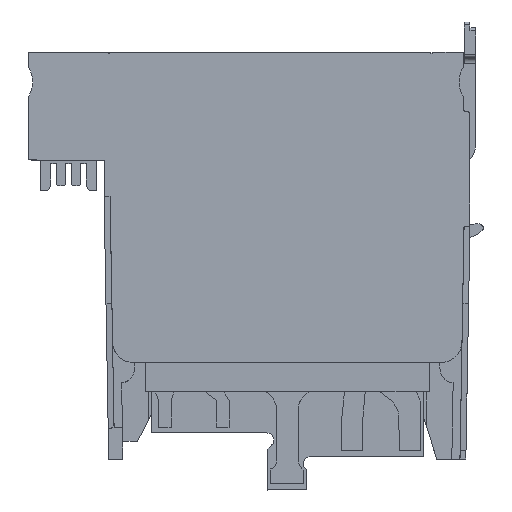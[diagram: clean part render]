
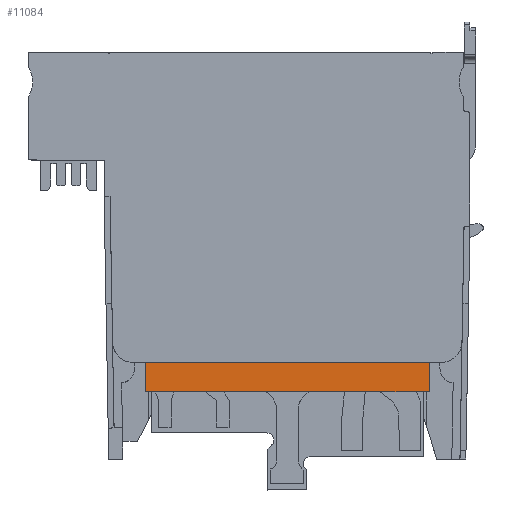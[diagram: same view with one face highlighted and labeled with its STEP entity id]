
A CAD part, top view. The second image highlights one B-rep face of the part: STEP entity #11084.
In plain terms, the highlighted planar face has unit normal (0, 0, 1).
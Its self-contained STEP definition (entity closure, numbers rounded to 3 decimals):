
#5623=DIRECTION('',(1.,0.,0.));
#5624=VECTOR('',#5623,47.9);
#5625=CARTESIAN_POINT('',(-23.926,33.255,1.841));
#5626=LINE('',#5625,#5624);
#5630=DIRECTION('',(0.,-1.,0.));
#5631=VECTOR('',#5630,4.93);
#5632=CARTESIAN_POINT('',(23.974,33.255,1.841));
#5633=LINE('',#5632,#5631);
#5637=DIRECTION('',(-1.,0.,0.));
#5638=VECTOR('',#5637,47.9);
#5639=CARTESIAN_POINT('',(23.974,28.325,1.841));
#5640=LINE('',#5639,#5638);
#5644=DIRECTION('',(0.,1.,0.));
#5645=VECTOR('',#5644,4.93);
#5646=CARTESIAN_POINT('',(-23.926,28.325,1.841));
#5647=LINE('',#5646,#5645);
#5985=CARTESIAN_POINT('',(23.974,33.255,1.841));
#5986=VERTEX_POINT('',#5985);
#5987=CARTESIAN_POINT('',(-23.926,33.255,1.841));
#5988=VERTEX_POINT('',#5987);
#6682=CARTESIAN_POINT('',(-23.926,28.325,1.841));
#6683=VERTEX_POINT('',#6682);
#6684=CARTESIAN_POINT('',(23.974,28.325,1.841));
#6685=VERTEX_POINT('',#6684);
#11071=CARTESIAN_POINT('',(0.,0.,1.841));
#11072=DIRECTION('',(0.,0.,-1.));
#11073=DIRECTION('',(1.,0.,0.));
#11074=AXIS2_PLACEMENT_3D('',#11071,#11072,#11073);
#11075=PLANE('',#11074);
#11076=ORIENTED_EDGE('',*,*,#7128,.T.);
#11078=ORIENTED_EDGE('',*,*,#11077,.T.);
#11080=ORIENTED_EDGE('',*,*,#11079,.T.);
#11081=ORIENTED_EDGE('',*,*,#11063,.T.);
#11082=EDGE_LOOP('',(#11076,#11078,#11080,#11081));
#11083=FACE_OUTER_BOUND('',#11082,.F.);
#11084=ADVANCED_FACE('',(#11083),#11075,.F.);
#7128=EDGE_CURVE('',#5988,#5986,#5626,.T.);
#11063=EDGE_CURVE('',#6683,#5988,#5647,.T.);
#11077=EDGE_CURVE('',#5986,#6685,#5633,.T.);
#11079=EDGE_CURVE('',#6685,#6683,#5640,.T.);
